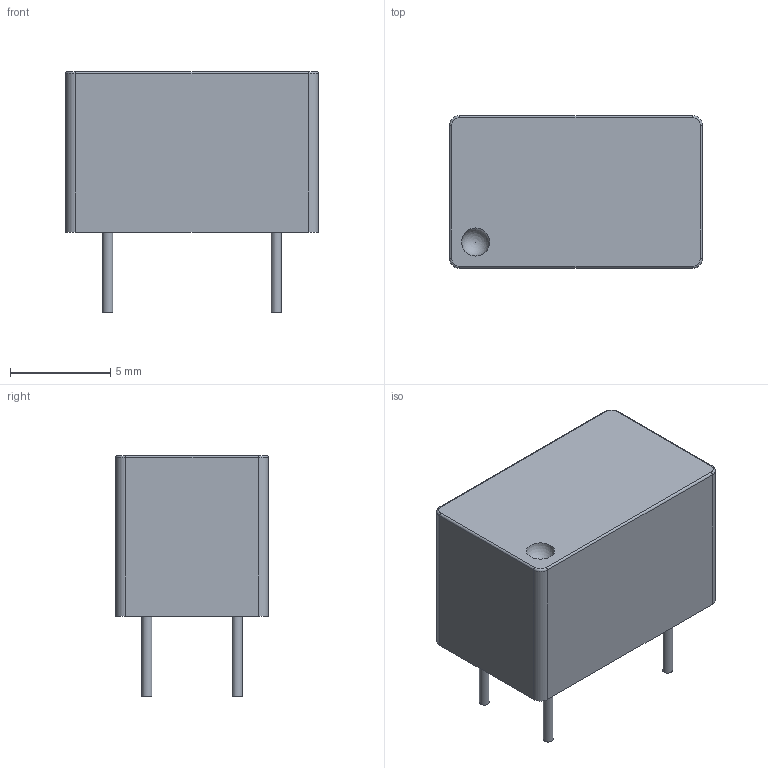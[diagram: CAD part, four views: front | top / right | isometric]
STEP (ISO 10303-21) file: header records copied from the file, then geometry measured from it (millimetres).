
FILE_DESCRIPTION(('FreeCAD Model'),'2;1');
FILE_NAME('LCR-0202.step','2018-06-17T01:29:26',( 'Author'),(''),'Open CASCADE STEP processor 7.2','FreeCAD','Unknown' );
FILE_SCHEMA(('AUTOMOTIVE_DESIGN_CC2 { 1 2 10303 214 -1 1 5 4 }'));
Length unit declared in the file: millimetre
Products named in the file (2): Compound; Fillet_(Solid)
Bounding box: 12.6 x 7.6 x 12 mm (x, y, z)
Volume: 771.4 mm3; surface area: 571.7 mm2
Topology: 5 solids, 5 shells, 31 faces, 55 edges, 34 vertices
Faces by surface type: plane 14, cylinder 12, torus 4, sphere 1
Full cylindrical faces by diameter (mm): 0.5 x4
Entity records: 1506 total; most frequent: CARTESIAN_POINT 262, DIRECTION 237, ORIENTED_EDGE 108, PCURVE 108, DEFINITIONAL_REPRESENTATION 108, LINE 99, VECTOR 99, AXIS2_PLACEMENT_3D 62
